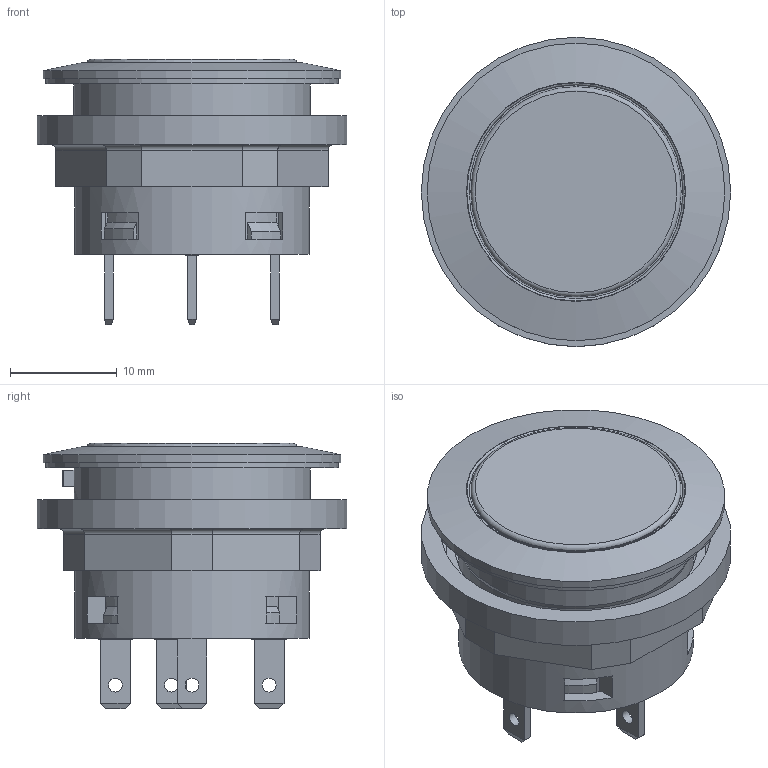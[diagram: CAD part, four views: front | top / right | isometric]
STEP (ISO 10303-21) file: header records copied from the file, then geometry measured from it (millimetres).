
FILE_DESCRIPTION(/* description */ (''),/* implementation_level */ '2;1');
FILE_NAME(/* name */ 'SCTLOI_representative contact.stp',/* time_stamp */ '2015-09-23T16:13:27+02:00',/* author */ ('mharscher'),/* organization */ (''),/* preprocessor_version */ 'ST-DEVELOPER v15.2',/* originating_system */ 'Autodesk Inventor 2014',/* authorisation */ '');
FILE_SCHEMA (('CONFIG_CONTROL_DESIGN'));
Length unit declared in the file: millimetre
Products named in the file (1): SCTLOI
Bounding box: 29 x 29 x 24.85 mm (x, y, z)
Volume: 8082.8 mm3; surface area: 3951.3 mm2
Topology: 1 solids, 1 shells, 456 faces, 1244 edges, 812 vertices
Faces by surface type: plane 388, cylinder 41, bspline 16, cone 7, torus 4
Full cylindrical faces by diameter (mm): 1.3 x5, 18.5 x1, 19.7 x1, 20.05 x1, 22 x2, 22.2 x1, 22.6 x1, 25.35 x1, 27.4 x1, 27.9 x1, 29 x1
Entity records: 14118 total; most frequent: CARTESIAN_POINT 2716, ORIENTED_EDGE 2428, DIRECTION 2159, EDGE_CURVE 1214, LINE 1055, VECTOR 1055, VERTEX_POINT 805, AXIS2_PLACEMENT_3D 552
